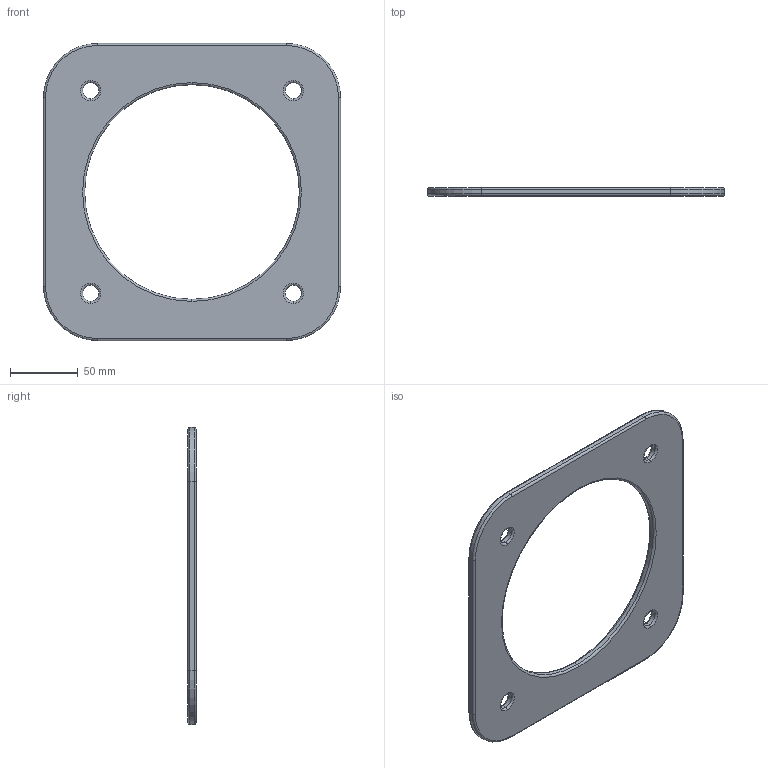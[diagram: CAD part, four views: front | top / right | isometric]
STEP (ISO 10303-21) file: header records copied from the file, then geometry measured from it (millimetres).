
FILE_DESCRIPTION (( 'STEP AP214' ), '1' );
FILE_NAME ('stage_plate_bearing_support.STEP', '2025-02-06T03:17:54', ( '' ), ( '' ), 'SwSTEP 2.0', 'SolidWorks 2024', '' );
FILE_SCHEMA (( 'AUTOMOTIVE_DESIGN' ));
Length unit declared in the file: millimetre
Products named in the file (1): stage_plate_bearing_support
Bounding box: 220 x 6 x 220 mm (x, y, z)
Volume: 158891.4 mm3; surface area: 60332.8 mm2
Topology: 1 solids, 1 shells, 56 faces, 126 edges, 72 vertices
Faces by surface type: torus 28, cylinder 22, plane 6
Entity records: 1617 total; most frequent: DIRECTION 332, CARTESIAN_POINT 255, ORIENTED_EDGE 252, AXIS2_PLACEMENT_3D 149, EDGE_CURVE 126, CIRCLE 92, VERTEX_POINT 72, EDGE_LOOP 66
